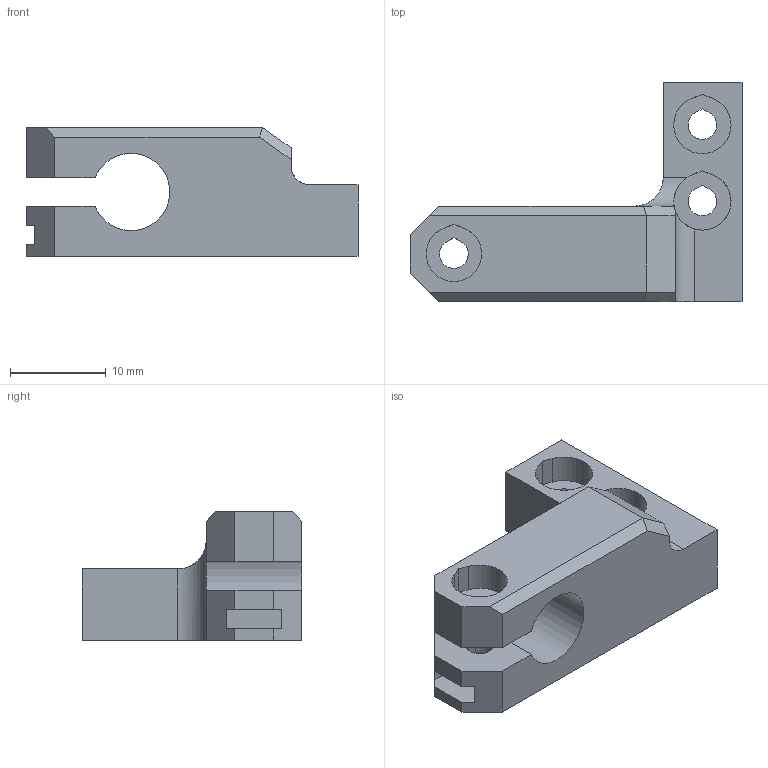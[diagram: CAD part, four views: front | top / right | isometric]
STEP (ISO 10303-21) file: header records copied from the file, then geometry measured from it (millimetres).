
FILE_DESCRIPTION(/* description */ (''),/* implementation_level */ '2;1');
FILE_NAME(/* name */ 'pinda-holder.step',/* time_stamp */ '2023-01-14T11:25:39+07:00',/* author */ (''),/* organization */ (''),/* preprocessor_version */ 'ST-DEVELOPER v19.2',/* originating_system */ 'Autodesk Translation Framework v11.17.0.187',/* authorisation */ '');
FILE_SCHEMA (('AUTOMOTIVE_DESIGN { 1 0 10303 214 3 1 1 }'));
Length unit declared in the file: millimetre
Products named in the file (1): PINDA Holder
Bounding box: 34.75 x 23 x 13.5 mm (x, y, z)
Volume: 3784.1 mm3; surface area: 2629.5 mm2
Topology: 1 solids, 1 shells, 59 faces, 162 edges, 107 vertices
Faces by surface type: plane 47, cylinder 12
Entity records: 1931 total; most frequent: CARTESIAN_POINT 355, ORIENTED_EDGE 324, DIRECTION 304, EDGE_CURVE 162, LINE 136, VECTOR 136, VERTEX_POINT 107, AXIS2_PLACEMENT_3D 84
